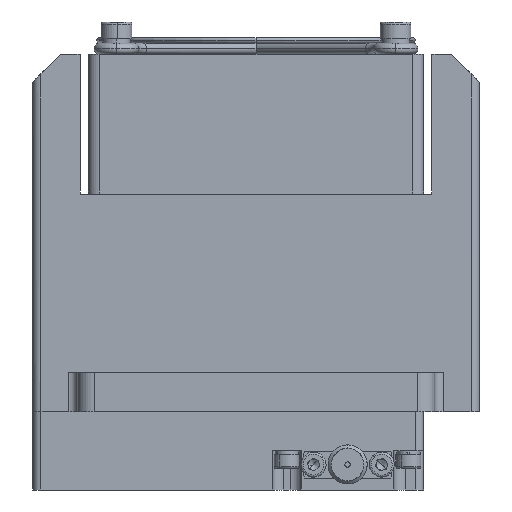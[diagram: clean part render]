
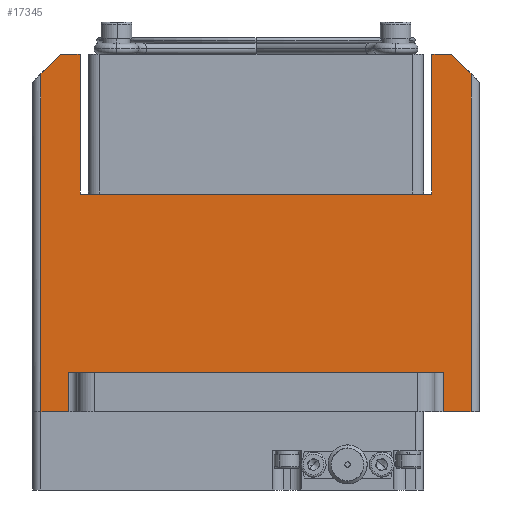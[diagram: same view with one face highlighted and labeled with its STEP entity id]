
A CAD part, left-side view. The second image highlights one B-rep face of the part: STEP entity #17345.
In plain terms, the highlighted planar face has unit normal (-1, 0, 0).
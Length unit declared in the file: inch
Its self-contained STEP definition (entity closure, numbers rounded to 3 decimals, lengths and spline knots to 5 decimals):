
#607 = CARTESIAN_POINT ( 'NONE',  ( -3.76763, -1.62928, 1.27953 ) ) ;
#871 = LINE ( 'NONE', #607, #22339 ) ;
#1596 = VECTOR ( 'NONE', #29012, 39.37008 ) ;
#1833 = EDGE_CURVE ( 'NONE', #50028, #24673, #43533, .T. ) ;
#2154 = VERTEX_POINT ( 'NONE', #43632 ) ;
#2717 = DIRECTION ( 'NONE',  ( 0., 1., 0. ) ) ;
#3564 = LINE ( 'NONE', #20761, #37121 ) ;
#4061 = EDGE_CURVE ( 'NONE', #39071, #52679, #49754, .T. ) ;
#5095 = DIRECTION ( 'NONE',  ( 0., 0., -1. ) ) ;
#5598 = CARTESIAN_POINT ( 'NONE',  ( -3.76763, -1.68833, -1.24016 ) ) ;
#5758 = VECTOR ( 'NONE', #43448, 39.37008 ) ;
#5827 = VECTOR ( 'NONE', #39719, 39.37008 ) ;
#7251 = LINE ( 'NONE', #23896, #16545 ) ;
#7566 = LINE ( 'NONE', #42815, #1596 ) ;
#8281 = EDGE_CURVE ( 'NONE', #2154, #52679, #18871, .T. ) ;
#8957 = CARTESIAN_POINT ( 'NONE',  ( -3.76763, -1.43243, 1.27953 ) ) ;
#9234 = LINE ( 'NONE', #34428, #43840 ) ;
#9757 = VERTEX_POINT ( 'NONE', #13625 ) ;
#11732 = DIRECTION ( 'NONE',  ( 0., 1., 0. ) ) ;
#11827 = VERTEX_POINT ( 'NONE', #24483 ) ;
#12480 = VECTOR ( 'NONE', #28954, 39.37008 ) ;
#13110 = PLANE ( 'NONE',  #34647 ) ;
#13473 = ORIENTED_EDGE ( 'NONE', *, *, #1833, .T. ) ;
#13625 = CARTESIAN_POINT ( 'NONE',  ( -3.76763, -1.35369, 1.27953 ) ) ;
#13946 = ORIENTED_EDGE ( 'NONE', *, *, #31222, .F. ) ;
#14652 = VECTOR ( 'NONE', #32881, 39.37008 ) ;
#14825 = CARTESIAN_POINT ( 'NONE',  ( -3.76763, -1.49148, 1.27953 ) ) ;
#15679 = EDGE_CURVE ( 'NONE', #50028, #9757, #37092, .T. ) ;
#16062 = LINE ( 'NONE', #50479, #12480 ) ;
#16545 = VECTOR ( 'NONE', #49951, 39.37008 ) ;
#16807 = ORIENTED_EDGE ( 'NONE', *, *, #54797, .T. ) ;
#16836 = CARTESIAN_POINT ( 'NONE',  ( -3.76763, -1.68833, 1.27953 ) ) ;
#17055 = VECTOR ( 'NONE', #27939, 39.37008 ) ;
#17345 = ADVANCED_FACE ( 'NONE', ( #55186 ), #13110, .T. ) ;
#17753 = DIRECTION ( 'NONE',  ( 0., 0., -1. ) ) ;
#17757 = VERTEX_POINT ( 'NONE', #50807 ) ;
#18081 = ORIENTED_EDGE ( 'NONE', *, *, #31105, .T. ) ;
#18208 = VERTEX_POINT ( 'NONE', #14825 ) ;
#18713 = CARTESIAN_POINT ( 'NONE',  ( -3.76763, -1.68833, 0.29528 ) ) ;
#18871 = LINE ( 'NONE', #5598, #5827 ) ;
#18879 = ORIENTED_EDGE ( 'NONE', *, *, #20221, .T. ) ;
#19325 = CARTESIAN_POINT ( 'NONE',  ( -3.76763, -1.35369, 0.29528 ) ) ;
#19389 = LINE ( 'NONE', #53823, #50276 ) ;
#19534 = CARTESIAN_POINT ( 'NONE',  ( -3.76763, -1.62928, 1.14173 ) ) ;
#19971 = CARTESIAN_POINT ( 'NONE',  ( -3.76763, -1.43243, -1.24016 ) ) ;
#20221 = EDGE_CURVE ( 'NONE', #24673, #48189, #7566, .T. ) ;
#20761 = CARTESIAN_POINT ( 'NONE',  ( -3.76763, -1.68833, 1.27953 ) ) ;
#20928 = EDGE_CURVE ( 'NONE', #55456, #47194, #871, .T. ) ;
#22112 = VERTEX_POINT ( 'NONE', #19971 ) ;
#22339 = VECTOR ( 'NONE', #5095, 39.37008 ) ;
#22465 = LINE ( 'NONE', #8957, #46572 ) ;
#22883 = DIRECTION ( 'NONE',  ( 0., 1., 0. ) ) ;
#23711 = CARTESIAN_POINT ( 'NONE',  ( -3.76763, -1.43243, -0.96457 ) ) ;
#23896 = CARTESIAN_POINT ( 'NONE',  ( -3.76763, 1.20537, 1.27953 ) ) ;
#24483 = CARTESIAN_POINT ( 'NONE',  ( -3.76763, 1.26442, 1.27953 ) ) ;
#24673 = VERTEX_POINT ( 'NONE', #46355 ) ;
#25525 = DIRECTION ( 'NONE',  ( -1., 0., 0. ) ) ;
#26442 = DIRECTION ( 'NONE',  ( 0., 0.707, 0.707 ) ) ;
#27544 = LINE ( 'NONE', #41351, #36846 ) ;
#27790 = EDGE_CURVE ( 'NONE', #47194, #22112, #27544, .T. ) ;
#27939 = DIRECTION ( 'NONE',  ( 0., 0., -1. ) ) ;
#28162 = VERTEX_POINT ( 'NONE', #23711 ) ;
#28498 = CARTESIAN_POINT ( 'NONE',  ( -3.76763, 1.40222, 1.27953 ) ) ;
#28640 = ORIENTED_EDGE ( 'NONE', *, *, #4061, .T. ) ;
#28745 = ORIENTED_EDGE ( 'NONE', *, *, #31160, .T. ) ;
#28954 = DIRECTION ( 'NONE',  ( 0., 1., 0. ) ) ;
#29012 = DIRECTION ( 'NONE',  ( 0., 0., 1. ) ) ;
#29846 = CARTESIAN_POINT ( 'NONE',  ( -3.76763, 1.40222, -1.24016 ) ) ;
#29894 = CARTESIAN_POINT ( 'NONE',  ( -3.76763, -1.62928, -1.24016 ) ) ;
#31075 = LINE ( 'NONE', #31912, #5758 ) ;
#31105 = EDGE_CURVE ( 'NONE', #55456, #18208, #9234, .T. ) ;
#31160 = EDGE_CURVE ( 'NONE', #28162, #22112, #22465, .T. ) ;
#31222 = EDGE_CURVE ( 'NONE', #39071, #11827, #19389, .T. ) ;
#31568 = DIRECTION ( 'NONE',  ( 0., -0.707, 0.707 ) ) ;
#31912 = CARTESIAN_POINT ( 'NONE',  ( -3.76763, -1.68833, 1.27953 ) ) ;
#31930 = EDGE_CURVE ( 'NONE', #28162, #17757, #16062, .T. ) ;
#32412 = CARTESIAN_POINT ( 'NONE',  ( -3.76763, -1.35369, 0.29528 ) ) ;
#32881 = DIRECTION ( 'NONE',  ( 0., 0., 1. ) ) ;
#33567 = VECTOR ( 'NONE', #22883, 39.37008 ) ;
#34428 = CARTESIAN_POINT ( 'NONE',  ( -3.76763, -1.58991, 1.1811 ) ) ;
#34647 = AXIS2_PLACEMENT_3D ( 'NONE', #16836, #25525, #42719 ) ;
#36171 = EDGE_CURVE ( 'NONE', #48189, #11827, #31075, .T. ) ;
#36846 = VECTOR ( 'NONE', #2717, 39.37008 ) ;
#36906 = ORIENTED_EDGE ( 'NONE', *, *, #36171, .T. ) ;
#37092 = LINE ( 'NONE', #19325, #14652 ) ;
#37121 = VECTOR ( 'NONE', #11732, 39.37008 ) ;
#38244 = ORIENTED_EDGE ( 'NONE', *, *, #53281, .F. ) ;
#38826 = ORIENTED_EDGE ( 'NONE', *, *, #27790, .F. ) ;
#39071 = VERTEX_POINT ( 'NONE', #47999 ) ;
#39669 = ORIENTED_EDGE ( 'NONE', *, *, #8281, .F. ) ;
#39719 = DIRECTION ( 'NONE',  ( 0., 1., 0. ) ) ;
#41351 = CARTESIAN_POINT ( 'NONE',  ( -3.76763, -1.68833, -1.24016 ) ) ;
#42719 = DIRECTION ( 'NONE',  ( 0., 0., 1. ) ) ;
#42815 = CARTESIAN_POINT ( 'NONE',  ( -3.76763, 1.12663, 0.29528 ) ) ;
#43330 = CARTESIAN_POINT ( 'NONE',  ( -3.76763, 1.12663, 1.27953 ) ) ;
#43448 = DIRECTION ( 'NONE',  ( 0., 1., 0. ) ) ;
#43533 = LINE ( 'NONE', #18713, #33567 ) ;
#43632 = CARTESIAN_POINT ( 'NONE',  ( -3.76763, 1.20537, -1.24016 ) ) ;
#43840 = VECTOR ( 'NONE', #26442, 39.37008 ) ;
#44161 = ORIENTED_EDGE ( 'NONE', *, *, #31930, .F. ) ;
#46355 = CARTESIAN_POINT ( 'NONE',  ( -3.76763, 1.12663, 0.29528 ) ) ;
#46572 = VECTOR ( 'NONE', #17753, 39.37008 ) ;
#47194 = VERTEX_POINT ( 'NONE', #29894 ) ;
#47946 = ORIENTED_EDGE ( 'NONE', *, *, #20928, .F. ) ;
#47999 = CARTESIAN_POINT ( 'NONE',  ( -3.76763, 1.40222, 1.14173 ) ) ;
#48189 = VERTEX_POINT ( 'NONE', #43330 ) ;
#49754 = LINE ( 'NONE', #28498, #17055 ) ;
#49951 = DIRECTION ( 'NONE',  ( 0., 0., -1. ) ) ;
#50028 = VERTEX_POINT ( 'NONE', #32412 ) ;
#50276 = VECTOR ( 'NONE', #31568, 39.37008 ) ;
#50479 = CARTESIAN_POINT ( 'NONE',  ( -3.76763, -1.68833, -0.96457 ) ) ;
#50807 = CARTESIAN_POINT ( 'NONE',  ( -3.76763, 1.20537, -0.96457 ) ) ;
#52679 = VERTEX_POINT ( 'NONE', #29846 ) ;
#53281 = EDGE_CURVE ( 'NONE', #17757, #2154, #7251, .T. ) ;
#53609 = ORIENTED_EDGE ( 'NONE', *, *, #15679, .F. ) ;
#53771 = EDGE_LOOP ( 'NONE', ( #47946, #18081, #16807, #53609, #13473, #18879, #36906, #13946, #28640, #39669, #38244, #44161, #28745, #38826 ) ) ;
#53823 = CARTESIAN_POINT ( 'NONE',  ( -3.76763, -0.21196, 2.75591 ) ) ;
#54797 = EDGE_CURVE ( 'NONE', #18208, #9757, #3564, .T. ) ;
#55186 = FACE_OUTER_BOUND ( 'NONE', #53771, .T. ) ;
#55456 = VERTEX_POINT ( 'NONE', #19534 ) ;
